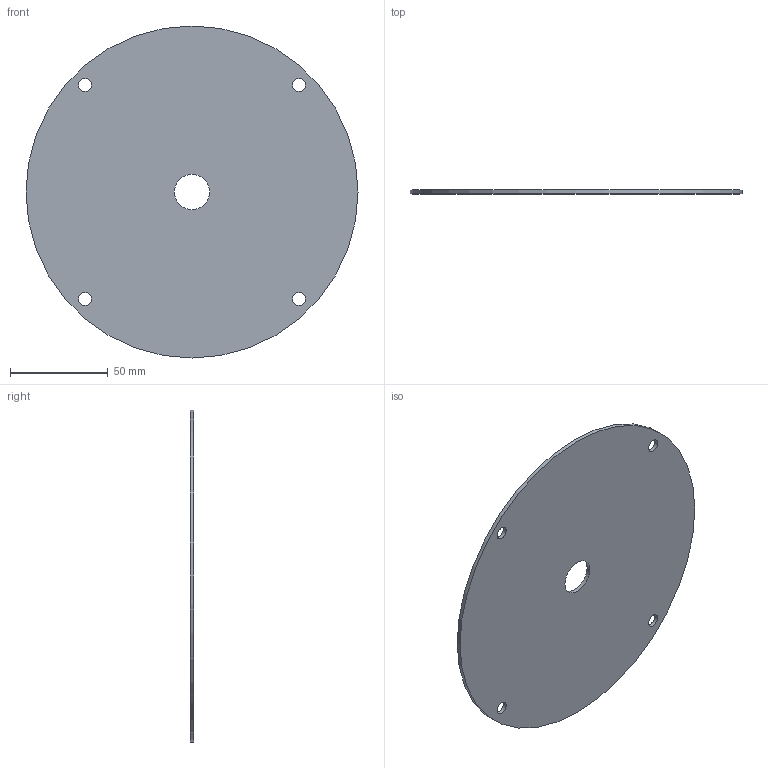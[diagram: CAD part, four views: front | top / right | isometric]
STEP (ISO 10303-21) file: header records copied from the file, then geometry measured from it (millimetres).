
FILE_DESCRIPTION (( 'STEP AP203' ), '1' );
FILE_NAME ('322CC10-刻度面板.STEP', '2023-09-27T08:39:36', ( '' ), ( '' ), 'SwSTEP 2.0', 'SolidWorks 2018', '' );
FILE_SCHEMA (( 'CONFIG_CONTROL_DESIGN' ));
Length unit declared in the file: millimetre
Products named in the file (1): 322CC10-刻度面板
Bounding box: 170 x 2 x 170 mm (x, y, z)
Volume: 44544.6 mm3; surface area: 46024.9 mm2
Topology: 1 solids, 1 shells, 68 faces, 162 edges, 108 vertices
Faces by surface type: plane 38, cylinder 30
Full cylindrical faces by diameter (mm): 6.6 x4, 18 x1, 170 x1
Entity records: 2053 total; most frequent: DIRECTION 354, CARTESIAN_POINT 333, ORIENTED_EDGE 312, EDGE_CURVE 156, AXIS2_PLACEMENT_3D 129, VERTEX_POINT 108, LINE 96, EDGE_LOOP 96
